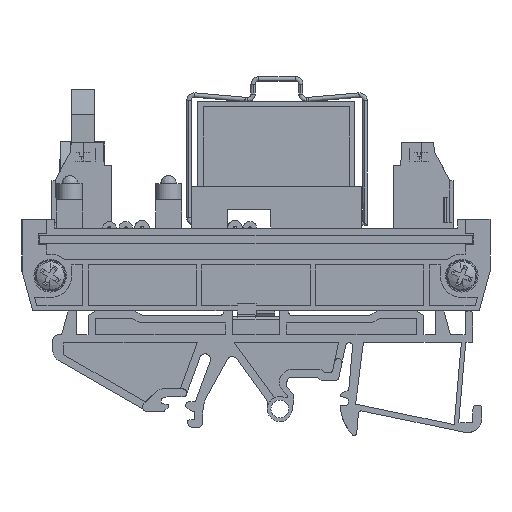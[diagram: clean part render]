
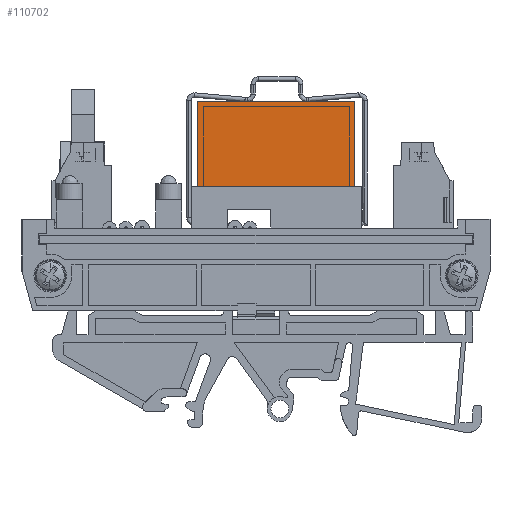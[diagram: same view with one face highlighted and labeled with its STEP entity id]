
A CAD part, left-side view. The second image highlights one B-rep face of the part: STEP entity #110702.
In plain terms, the highlighted planar face has unit normal (-1, 0, 0).
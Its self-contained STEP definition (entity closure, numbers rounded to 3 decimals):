
#110694=AXIS2_PLACEMENT_3D('Plane Axis2P3D',#110691,#110692,#110693) ;
#109821=CARTESIAN_POINT('Vertex',(4.1,53.931,45.952)) ;
#109837=CARTESIAN_POINT('Vertex',(4.1,24.931,45.952)) ;
#109840=CARTESIAN_POINT('Line Origine',(4.1,39.431,45.952)) ;
#110515=CARTESIAN_POINT('Vertex',(4.1,24.931,61.652)) ;
#110531=CARTESIAN_POINT('Vertex',(4.1,53.931,61.652)) ;
#110534=CARTESIAN_POINT('Line Origine',(4.1,39.431,61.652)) ;
#110647=CARTESIAN_POINT('Line Origine',(4.1,24.931,53.802)) ;
#110678=CARTESIAN_POINT('Line Origine',(4.1,53.931,53.802)) ;
#110691=CARTESIAN_POINT('Axis2P3D Location',(4.1,53.931,45.952)) ;
#109841=DIRECTION('Vector Direction',(0.,-1.,0.)) ;
#110535=DIRECTION('Vector Direction',(0.,-1.,0.)) ;
#110648=DIRECTION('Vector Direction',(0.,0.,-1.)) ;
#110679=DIRECTION('Vector Direction',(0.,0.,-1.)) ;
#110692=DIRECTION('Axis2P3D Direction',(-1.,0.,0.)) ;
#110693=DIRECTION('Axis2P3D XDirection',(0.,0.,1.)) ;
#109842=VECTOR('Line Direction',#109841,1.) ;
#110536=VECTOR('Line Direction',#110535,1.) ;
#110649=VECTOR('Line Direction',#110648,1.) ;
#110680=VECTOR('Line Direction',#110679,1.) ;
#110697=ORIENTED_EDGE('',*,*,#110682,.T.) ;
#110698=ORIENTED_EDGE('',*,*,#109844,.T.) ;
#110699=ORIENTED_EDGE('',*,*,#110651,.F.) ;
#110700=ORIENTED_EDGE('',*,*,#110538,.F.) ;
#110702=ADVANCED_FACE('NONE',(#110701),#110695,.T.) ;
#109844=EDGE_CURVE('',#109822,#109838,#109843,.T.) ;
#110538=EDGE_CURVE('',#110532,#110516,#110537,.T.) ;
#110651=EDGE_CURVE('',#110516,#109838,#110650,.T.) ;
#110682=EDGE_CURVE('',#110532,#109822,#110681,.T.) ;
#110696=EDGE_LOOP('',(#110697,#110698,#110699,#110700)) ;
#110701=FACE_OUTER_BOUND('',#110696,.T.) ;
#109843=LINE('Line',#109840,#109842) ;
#110537=LINE('Line',#110534,#110536) ;
#110650=LINE('Line',#110647,#110649) ;
#110681=LINE('Line',#110678,#110680) ;
#110695=PLANE('',#110694) ;
#109822=VERTEX_POINT('',#109821) ;
#109838=VERTEX_POINT('',#109837) ;
#110516=VERTEX_POINT('',#110515) ;
#110532=VERTEX_POINT('',#110531) ;
